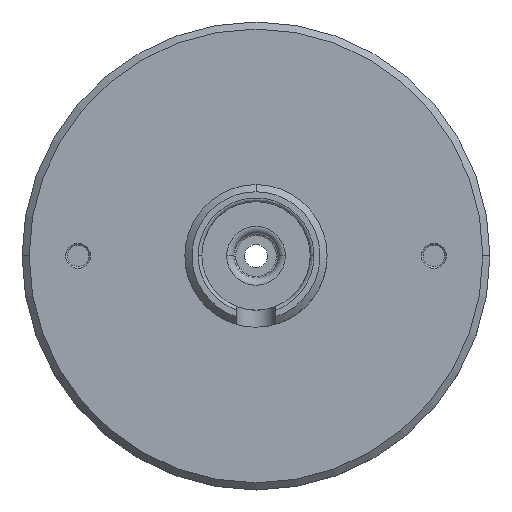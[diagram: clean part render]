
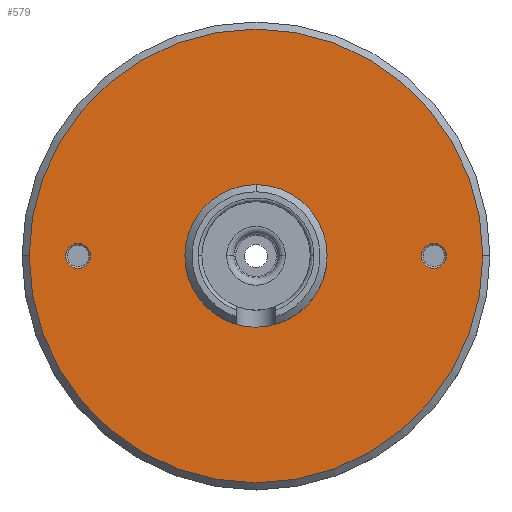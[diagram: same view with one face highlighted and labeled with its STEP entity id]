
A CAD part, top view. The second image highlights one B-rep face of the part: STEP entity #579.
In plain terms, the highlighted planar face has unit normal (0, 0, 1).
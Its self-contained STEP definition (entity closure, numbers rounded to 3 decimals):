
#9 = AXIS2_PLACEMENT_3D ( 'NONE', #57, #1368, #1611 ) ;
#16 = VERTEX_POINT ( 'NONE', #502 ) ;
#36 = CIRCLE ( 'NONE', #111, 3.6 ) ;
#55 = AXIS2_PLACEMENT_3D ( 'NONE', #982, #831, #1365 ) ;
#57 = CARTESIAN_POINT ( 'NONE',  ( 0., 0., 3.1 ) ) ;
#84 = DIRECTION ( 'NONE',  ( -1., 0., 0. ) ) ;
#111 = AXIS2_PLACEMENT_3D ( 'NONE', #873, #1521, #84 ) ;
#150 = VERTEX_POINT ( 'NONE', #546 ) ;
#155 = CIRCLE ( 'NONE', #458, 0.7 ) ;
#185 = AXIS2_PLACEMENT_3D ( 'NONE', #668, #1569, #661 ) ;
#188 = ORIENTED_EDGE ( 'NONE', *, *, #465, .T. ) ;
#204 = CARTESIAN_POINT ( 'NONE',  ( -10., 0., 3.1 ) ) ;
#217 = CARTESIAN_POINT ( 'NONE',  ( -12.903, -12.903, 3.1 ) ) ;
#243 = AXIS2_PLACEMENT_3D ( 'NONE', #1268, #1395, #603 ) ;
#306 = EDGE_CURVE ( 'NONE', #1129, #150, #1196, .T. ) ;
#311 = DIRECTION ( 'NONE',  ( 1., 0., 0. ) ) ;
#327 = VERTEX_POINT ( 'NONE', #1384 ) ;
#332 = ORIENTED_EDGE ( 'NONE', *, *, #306, .T. ) ;
#334 = ORIENTED_EDGE ( 'NONE', *, *, #1367, .F. ) ;
#338 = EDGE_CURVE ( 'NONE', #150, #1129, #1655, .T. ) ;
#410 = CIRCLE ( 'NONE', #243, 12.75 ) ;
#458 = AXIS2_PLACEMENT_3D ( 'NONE', #973, #583, #311 ) ;
#460 = FACE_BOUND ( 'NONE', #1514, .T. ) ;
#463 = VERTEX_POINT ( 'NONE', #702 ) ;
#465 = EDGE_CURVE ( 'NONE', #16, #602, #1406, .T. ) ;
#467 = PLANE ( 'NONE',  #1226 ) ;
#502 = CARTESIAN_POINT ( 'NONE',  ( -12.75, 0., 3.1 ) ) ;
#504 = DIRECTION ( 'NONE',  ( 1., 0., 0. ) ) ;
#546 = CARTESIAN_POINT ( 'NONE',  ( -9.3, 0., 3.1 ) ) ;
#548 = VERTEX_POINT ( 'NONE', #1387 ) ;
#579 = ADVANCED_FACE ( 'NONE', ( #460, #1128, #1650, #614 ), #467, .T. ) ;
#583 = DIRECTION ( 'NONE',  ( 0., 0., 1. ) ) ;
#589 = AXIS2_PLACEMENT_3D ( 'NONE', #634, #1165, #504 ) ;
#602 = VERTEX_POINT ( 'NONE', #740 ) ;
#603 = DIRECTION ( 'NONE',  ( -1., 0., 0. ) ) ;
#614 = FACE_OUTER_BOUND ( 'NONE', #1098, .T. ) ;
#634 = CARTESIAN_POINT ( 'NONE',  ( -10., 0., 3.1 ) ) ;
#661 = DIRECTION ( 'NONE',  ( 1., 0., 0. ) ) ;
#668 = CARTESIAN_POINT ( 'NONE',  ( 10., 0., 3.1 ) ) ;
#674 = CIRCLE ( 'NONE', #185, 0.7 ) ;
#692 = ORIENTED_EDGE ( 'NONE', *, *, #338, .T. ) ;
#702 = CARTESIAN_POINT ( 'NONE',  ( 3.6, 0., 3.1 ) ) ;
#740 = CARTESIAN_POINT ( 'NONE',  ( 12.75, 0., 3.1 ) ) ;
#785 = CIRCLE ( 'NONE', #55, 3.6 ) ;
#827 = EDGE_LOOP ( 'NONE', ( #1200, #334 ) ) ;
#831 = DIRECTION ( 'NONE',  ( 0., 0., -1. ) ) ;
#873 = CARTESIAN_POINT ( 'NONE',  ( 0., 0., 3.1 ) ) ;
#881 = EDGE_CURVE ( 'NONE', #327, #463, #36, .T. ) ;
#889 = CARTESIAN_POINT ( 'NONE',  ( 10.7, 0., 3.1 ) ) ;
#918 = EDGE_CURVE ( 'NONE', #602, #16, #410, .T. ) ;
#919 = DIRECTION ( 'NONE',  ( 1., 0., 0. ) ) ;
#973 = CARTESIAN_POINT ( 'NONE',  ( 10., 0., 3.1 ) ) ;
#982 = CARTESIAN_POINT ( 'NONE',  ( 0., 0., 3.1 ) ) ;
#985 = DIRECTION ( 'NONE',  ( 1., 0., 0. ) ) ;
#1001 = DIRECTION ( 'NONE',  ( 0., 0., 1. ) ) ;
#1030 = DIRECTION ( 'NONE',  ( 0., 0., -1. ) ) ;
#1061 = ORIENTED_EDGE ( 'NONE', *, *, #1297, .T. ) ;
#1083 = AXIS2_PLACEMENT_3D ( 'NONE', #204, #1030, #919 ) ;
#1086 = CARTESIAN_POINT ( 'NONE',  ( -10.7, 0., 3.1 ) ) ;
#1098 = EDGE_LOOP ( 'NONE', ( #188, #1315 ) ) ;
#1117 = EDGE_CURVE ( 'NONE', #1561, #548, #674, .T. ) ;
#1128 = FACE_BOUND ( 'NONE', #827, .T. ) ;
#1129 = VERTEX_POINT ( 'NONE', #1086 ) ;
#1165 = DIRECTION ( 'NONE',  ( 0., 0., -1. ) ) ;
#1196 = CIRCLE ( 'NONE', #589, 0.7 ) ;
#1200 = ORIENTED_EDGE ( 'NONE', *, *, #1117, .F. ) ;
#1226 = AXIS2_PLACEMENT_3D ( 'NONE', #217, #1001, #985 ) ;
#1249 = EDGE_LOOP ( 'NONE', ( #692, #332 ) ) ;
#1268 = CARTESIAN_POINT ( 'NONE',  ( 0., 0., 3.1 ) ) ;
#1297 = EDGE_CURVE ( 'NONE', #463, #327, #785, .T. ) ;
#1315 = ORIENTED_EDGE ( 'NONE', *, *, #918, .T. ) ;
#1365 = DIRECTION ( 'NONE',  ( -1., 0., 0. ) ) ;
#1367 = EDGE_CURVE ( 'NONE', #548, #1561, #155, .T. ) ;
#1368 = DIRECTION ( 'NONE',  ( 0., 0., 1. ) ) ;
#1384 = CARTESIAN_POINT ( 'NONE',  ( -3.6, 0., 3.1 ) ) ;
#1387 = CARTESIAN_POINT ( 'NONE',  ( 9.3, 0., 3.1 ) ) ;
#1395 = DIRECTION ( 'NONE',  ( 0., 0., 1. ) ) ;
#1406 = CIRCLE ( 'NONE', #9, 12.75 ) ;
#1494 = ORIENTED_EDGE ( 'NONE', *, *, #881, .T. ) ;
#1514 = EDGE_LOOP ( 'NONE', ( #1494, #1061 ) ) ;
#1521 = DIRECTION ( 'NONE',  ( 0., 0., -1. ) ) ;
#1561 = VERTEX_POINT ( 'NONE', #889 ) ;
#1569 = DIRECTION ( 'NONE',  ( 0., 0., 1. ) ) ;
#1611 = DIRECTION ( 'NONE',  ( -1., 0., 0. ) ) ;
#1650 = FACE_BOUND ( 'NONE', #1249, .T. ) ;
#1655 = CIRCLE ( 'NONE', #1083, 0.7 ) ;
